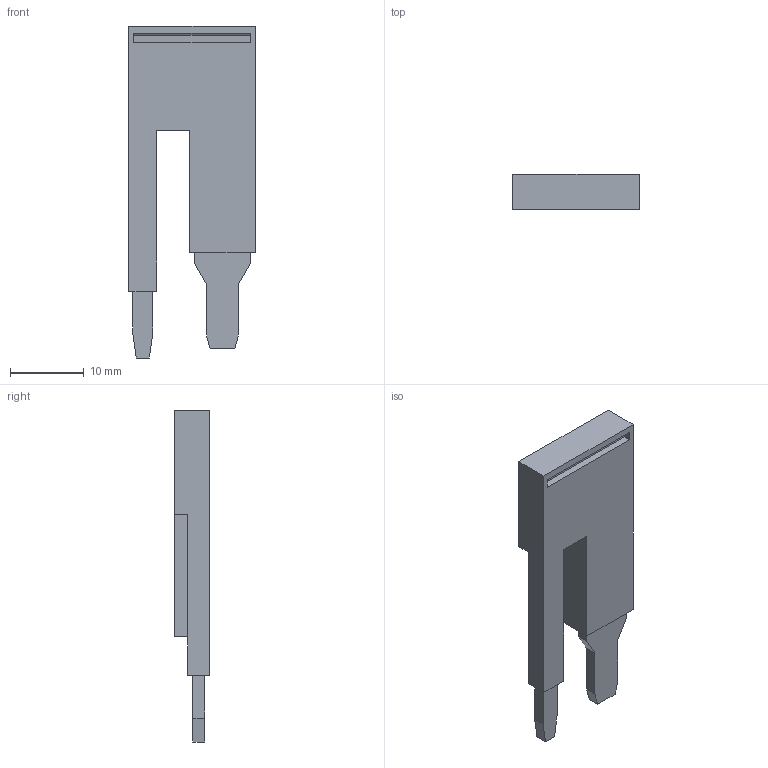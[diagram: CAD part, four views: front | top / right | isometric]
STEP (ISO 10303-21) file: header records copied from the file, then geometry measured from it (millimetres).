
FILE_DESCRIPTION(('Creo Elements/Direct Modeling STEP Export'),'2;1');
FILE_NAME('model.stp','2019-05-22T 2:23:33',(''),(''),'Creo Elements/Direct Modeling STEP processor for AP214 (Solid Model)','Creo Elements/Direct Modeling 20.1A 29-Sep-2018 (C) Parametric Technology GmbH','');
FILE_SCHEMA(('AUTOMOTIVE_DESIGN { 1 0 10303 214 1 1 1 1 }'));
Length unit declared in the file: millimetre
Products named in the file (2): RB_ST_35_2.5_4-select
Assembly tree (1 placements, depth 2):
  RB_ST_35_2.5_4-select
    RB_ST_35_2.5_4-select
Bounding box: 17.18 x 4.8 x 45.09 mm (x, y, z)
Volume: 2218.7 mm3; surface area: 1857.4 mm2
Topology: 1 solids, 1 shells, 39 faces, 99 edges, 66 vertices
Faces by surface type: plane 39
Entity records: 1510 total; most frequent: CARTESIAN_POINT 206, ORIENTED_EDGE 198, DIRECTION 181, VECTOR 99, LINE 99, EDGE_CURVE 99, VERTEX_POINT 66, EDGE_LOOP 43
